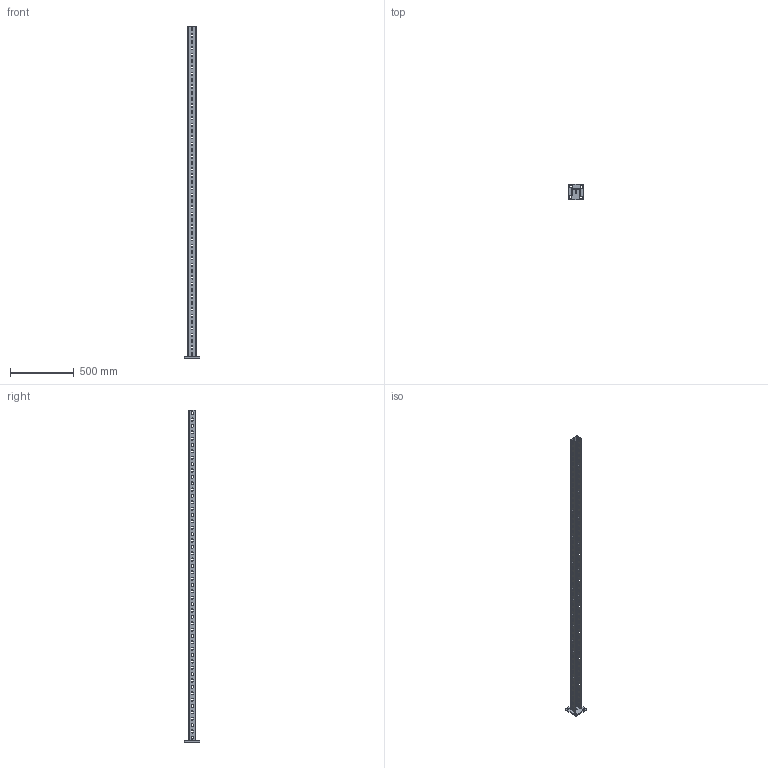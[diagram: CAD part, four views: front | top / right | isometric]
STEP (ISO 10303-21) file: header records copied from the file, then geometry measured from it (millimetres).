
FILE_DESCRIPTION (( 'STEP AP214' ), '1' );
FILE_NAME ('Äåòàë__2600.STEP', '2023-04-03T10:42:34', ( '' ), ( '' ), 'SwSTEP 2.0', 'SolidWorks 2022', '' );
FILE_SCHEMA (( 'AUTOMOTIVE_DESIGN' ));
Length unit declared in the file: millimetre
Products named in the file (1): Детал__2600
Bounding box: 120 x 120 x 2608 mm (x, y, z)
Volume: 1578883.5 mm3; surface area: 830720.9 mm2
Topology: 1 solids, 1 shells, 825 faces, 2466 edges, 1644 vertices
Faces by surface type: cylinder 488, plane 337
Entity records: 28814 total; most frequent: DIRECTION 5094, CARTESIAN_POINT 4936, ORIENTED_EDGE 4932, EDGE_CURVE 2466, AXIS2_PLACEMENT_3D 1802, VERTEX_POINT 1644, VECTOR 1490, LINE 1490
